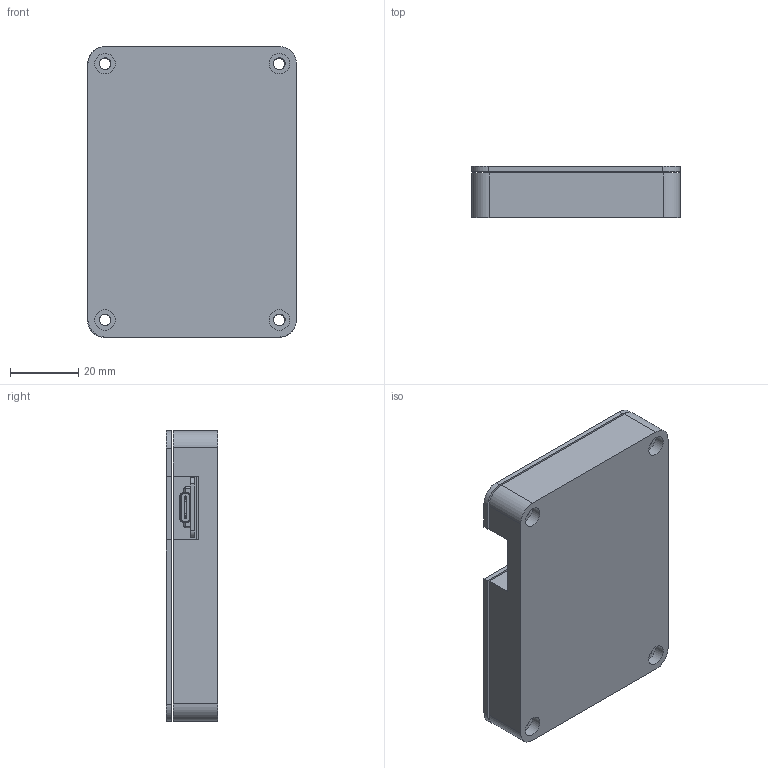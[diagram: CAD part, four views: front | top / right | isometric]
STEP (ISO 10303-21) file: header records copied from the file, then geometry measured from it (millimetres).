
FILE_DESCRIPTION(/* description */ (''),/* implementation_level */ '2;1');
FILE_NAME(/* name */ 'Case Full v1.step',/* time_stamp */ '2025-06-07T11:13:21+01:00',/* author */ (''),/* organization */ (''),/* preprocessor_version */ 'ST-DEVELOPER v20.1',/* originating_system */ 'Autodesk Translation Framework v14.10.0.0',/* authorisation */ '');
FILE_SCHEMA (('AUTOMOTIVE_DESIGN { 1 0 10303 214 3 1 1 }'));
Length unit declared in the file: millimetre
Products named in the file (17): Case Full; hackpad_lid; hackpad_case; Acidicts' Fidget Toy; Hackpad_pcb 1; Hackpad_PCB; Seeed Studio XIAO RP2040; main; type-c v2; smd_button v3; SK6805-2.4x2.7 v1; Shell; DOUT; DIN; VSS; VDD; smd_button v3(Mirror)
Assembly tree (15 placements, depth 5):
  Case Full
    hackpad_lid
    hackpad_case
    Hackpad_pcb 1
      Hackpad_PCB
    Seeed Studio XIAO RP2040
      main
        type-c v2
        smd_button v3
        SK6805-2.4x2.7 v1
          Shell
          DOUT
          DIN
          VSS
          VDD
        smd_button v3(Mirror)
  Acidicts' Fidget Toy
Bounding box: 61.14 x 15.01 x 85.12 mm (x, y, z)
Volume: 48571.1 mm3; surface area: 32756.3 mm2
Topology: 86 solids, 86 shells, 1564 faces, 4036 edges, 2652 vertices
Faces by surface type: plane 962, bspline 317, cylinder 257, torus 12, sphere 10, cone 6
Full cylindrical faces by diameter (mm): 0.3 x2, 0.4 x1, 0.5 x2, 0.8 x14, 0.889 x14, 1.5 x10, 1.7 x8, 2 x1, 3.4 x8, 4 x4, 6 x4
Entity records: 50412 total; most frequent: CARTESIAN_POINT 12981, ORIENTED_EDGE 8056, DIRECTION 6518, EDGE_CURVE 4028, LINE 2860, VECTOR 2860, VERTEX_POINT 2652, AXIS2_PLACEMENT_3D 1829
